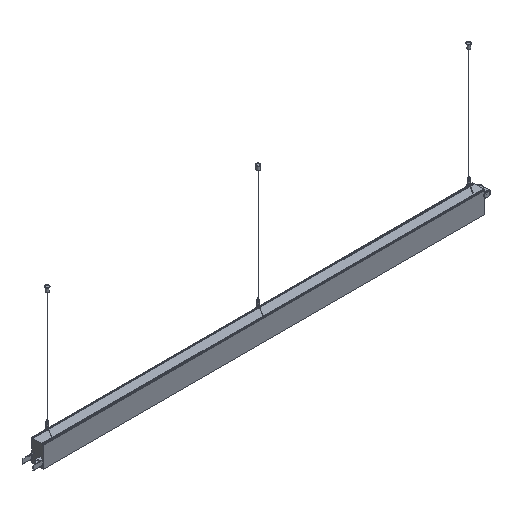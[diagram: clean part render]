
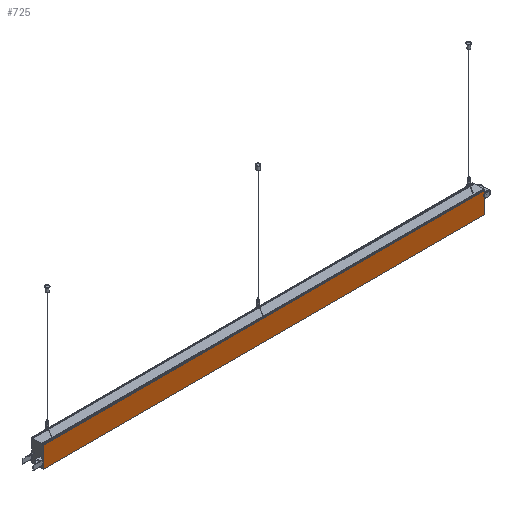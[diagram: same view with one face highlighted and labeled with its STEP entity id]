
A CAD part, isometric view. The second image highlights one B-rep face of the part: STEP entity #725.
In plain terms, the highlighted planar face has unit normal (0, -1, 0).
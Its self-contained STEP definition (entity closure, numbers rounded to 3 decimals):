
#294=PLANE('',#9200);
#725=ADVANCED_FACE('',(#1347),#294,.F.);
#1347=FACE_OUTER_BOUND('',#1802,.T.);
#1802=EDGE_LOOP('',(#4657,#4658,#4659,#4660));
#2424=LINE('',#13351,#3243);
#2441=LINE('',#13402,#3260);
#2483=LINE('',#13506,#3302);
#2493=LINE('',#13526,#3312);
#3243=VECTOR('',#10511,1.);
#3260=VECTOR('',#10550,1.);
#3302=VECTOR('',#10664,1.);
#3312=VECTOR('',#10678,1.);
#4657=ORIENTED_EDGE('',*,*,#7683,.F.);
#4658=ORIENTED_EDGE('',*,*,#7693,.F.);
#4659=ORIENTED_EDGE('',*,*,#7631,.T.);
#4660=ORIENTED_EDGE('',*,*,#7604,.T.);
#6640=VERTEX_POINT('',#13350);
#6641=VERTEX_POINT('',#13352);
#6664=VERTEX_POINT('',#13403);
#6689=VERTEX_POINT('',#13505);
#7604=EDGE_CURVE('',#6641,#6640,#2424,.T.);
#7631=EDGE_CURVE('',#6664,#6641,#2441,.T.);
#7683=EDGE_CURVE('',#6689,#6640,#2483,.T.);
#7693=EDGE_CURVE('',#6664,#6689,#2493,.T.);
#9200=AXIS2_PLACEMENT_3D('',#13527,#10679,#10680);
#10511=DIRECTION('',(0.,0.,-1.));
#10550=DIRECTION('',(-1.,0.,0.));
#10664=DIRECTION('',(-1.,0.,0.));
#10678=DIRECTION('',(0.,0.,-1.));
#10679=DIRECTION('',(0.,1.,0.));
#10680=DIRECTION('',(0.,0.,1.));
#13350=CARTESIAN_POINT('',(-1122.,-30.,-109.966));
#13351=CARTESIAN_POINT('',(-1122.,-30.,-0.266));
#13352=CARTESIAN_POINT('',(-1122.,-30.,0.034));
#13402=CARTESIAN_POINT('',(-280.,-30.,0.034));
#13403=CARTESIAN_POINT('',(1122.,-30.,0.034));
#13505=CARTESIAN_POINT('',(1122.,-30.,-109.966));
#13506=CARTESIAN_POINT('',(-280.,-30.,-109.966));
#13526=CARTESIAN_POINT('',(1122.,-30.,-0.266));
#13527=CARTESIAN_POINT('',(-280.,-30.,-0.266));
